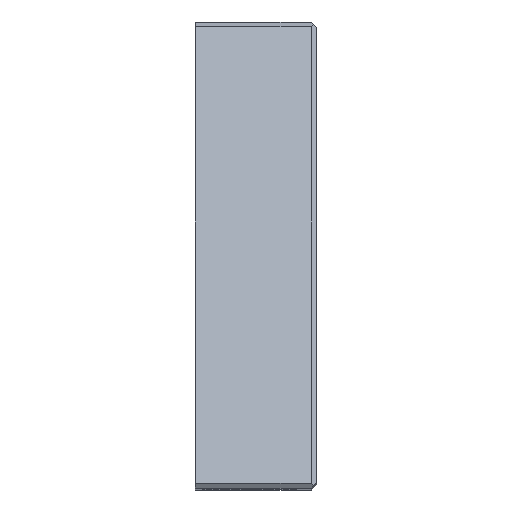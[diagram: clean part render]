
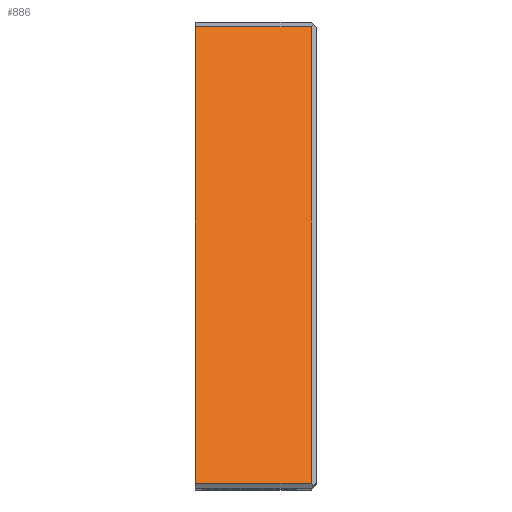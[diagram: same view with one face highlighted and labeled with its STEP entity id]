
A CAD part, top view. The second image highlights one B-rep face of the part: STEP entity #886.
In plain terms, the highlighted planar face has unit normal (0, 0.5, 0.866).
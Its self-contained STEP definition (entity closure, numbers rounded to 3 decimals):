
#88=FACE_OUTER_BOUND('',#148,.T.);
#148=EDGE_LOOP('',(#749,#750,#751,#752));
#189=LINE('',#1279,#293);
#201=LINE('',#1319,#305);
#208=LINE('',#1332,#312);
#227=LINE('',#1374,#331);
#293=VECTOR('',#1033,10.);
#305=VECTOR('',#1071,10.);
#312=VECTOR('',#1080,10.);
#331=VECTOR('',#1121,10.);
#390=VERTEX_POINT('',#1275);
#392=VERTEX_POINT('',#1278);
#407=VERTEX_POINT('',#1317);
#412=VERTEX_POINT('',#1330);
#476=EDGE_CURVE('',#392,#390,#189,.T.);
#496=EDGE_CURVE('',#407,#390,#201,.T.);
#503=EDGE_CURVE('',#412,#407,#208,.T.);
#525=EDGE_CURVE('',#392,#412,#227,.T.);
#749=ORIENTED_EDGE('',*,*,#496,.F.);
#750=ORIENTED_EDGE('',*,*,#503,.F.);
#751=ORIENTED_EDGE('',*,*,#525,.F.);
#752=ORIENTED_EDGE('',*,*,#476,.T.);
#840=PLANE('',#964);
#886=ADVANCED_FACE('',(#88),#840,.T.);
#964=AXIS2_PLACEMENT_3D('',#1429,#1173,#1174);
#1033=DIRECTION('',(0.,-0.866,0.5));
#1071=DIRECTION('',(-1.,0.,0.));
#1080=DIRECTION('',(0.,-0.866,0.5));
#1121=DIRECTION('',(1.,0.,0.));
#1173=DIRECTION('center_axis',(0.,0.5,0.866));
#1174=DIRECTION('ref_axis',(0.,-0.866,0.5));
#1275=CARTESIAN_POINT('',(1.,0.346,39.8));
#1278=CARTESIAN_POINT('',(1.,34.295,20.2));
#1279=CARTESIAN_POINT('',(1.,25.981,25.));
#1317=CARTESIAN_POINT('',(9.6,0.346,39.8));
#1319=CARTESIAN_POINT('',(2.5,0.346,39.8));
#1330=CARTESIAN_POINT('',(9.6,34.295,20.2));
#1332=CARTESIAN_POINT('',(9.6,32.476,21.25));
#1374=CARTESIAN_POINT('',(0.,34.295,20.2));
#1429=CARTESIAN_POINT('Origin',(0.,34.641,20.));
